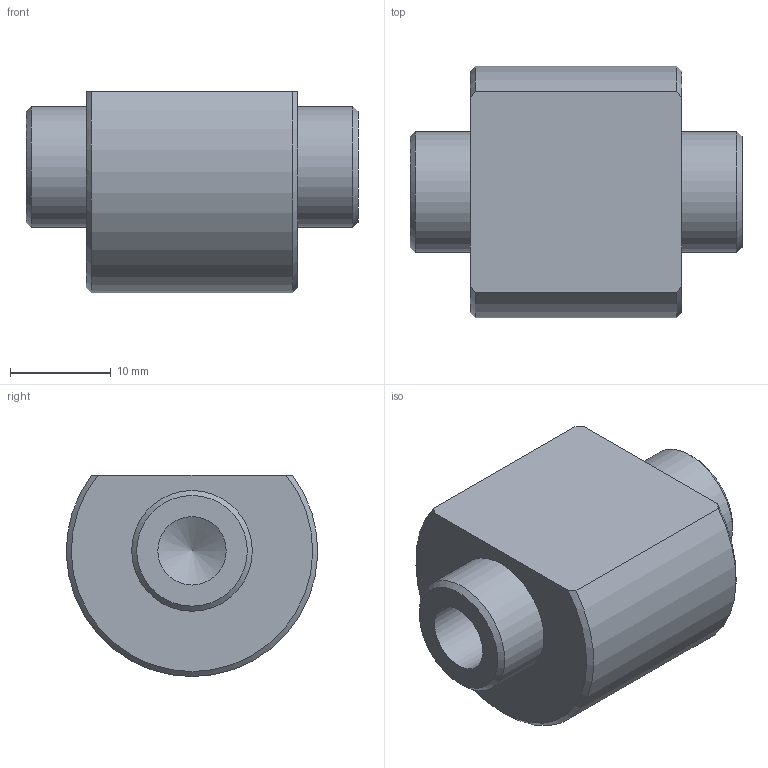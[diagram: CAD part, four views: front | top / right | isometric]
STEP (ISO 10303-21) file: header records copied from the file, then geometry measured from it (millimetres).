
FILE_DESCRIPTION(('STEP AP214'),'1');
FILE_NAME('support verrou verrou.stp','2024-04-09T15:20:34',(' '),(' '),'Spatial InterOp 3D',' ',' ');
FILE_SCHEMA(('AUTOMOTIVE_DESIGN { 1 0 10303 214 1 1 1 1 }'));
Length unit declared in the file: millimetre
Products named in the file (1): support verrou verrou
Bounding box: 33 x 24.98 x 20 mm (x, y, z)
Volume: 9379.5 mm3; surface area: 3280.3 mm2
Topology: 1 solids, 1 shells, 15 faces, 30 edges, 19 vertices
Faces by surface type: cone 5, plane 5, cylinder 5
Full cylindrical faces by diameter (mm): 6.8 x2, 12 x2
Entity records: 636 total; most frequent: CARTESIAN_POINT 67, DIRECTION 62, ORIENTED_EDGE 42, AXIS2_PLACEMENT_3D 29, PROPERTY_DEFINITION_REPRESENTATION 24, GENERAL_PROPERTY_ASSOCIATION 24, PROPERTY_DEFINITION 24, REPRESENTATION 24
